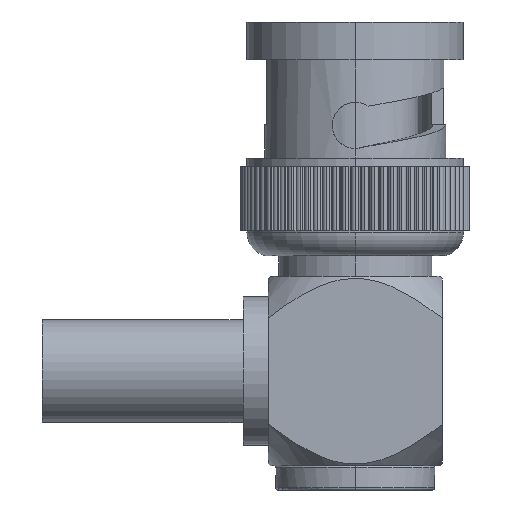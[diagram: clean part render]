
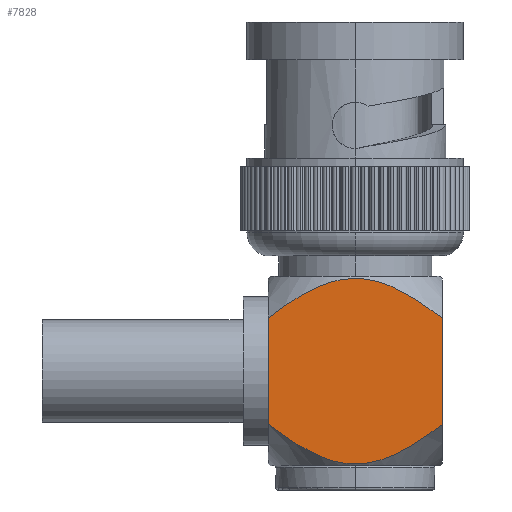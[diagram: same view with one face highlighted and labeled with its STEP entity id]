
A CAD part, left-side view. The second image highlights one B-rep face of the part: STEP entity #7828.
In plain terms, the highlighted planar face has unit normal (-1, 0, 0).
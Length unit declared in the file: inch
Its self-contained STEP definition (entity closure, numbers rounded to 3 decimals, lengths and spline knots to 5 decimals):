
#2917 = EDGE_CURVE ( 'NONE', #2940, #8967, #4513, .T. ) ;
#2940 = VERTEX_POINT ( 'NONE', #4532 ) ;
#4500 = CARTESIAN_POINT ( 'NONE',  ( -0.21654, 0., -0.63869 ) ) ;
#4501 = CARTESIAN_POINT ( 'NONE',  ( -0.21654, -0.02033, -0.63869 ) ) ;
#4502 = CARTESIAN_POINT ( 'NONE',  ( -0.21654, -0.04022, -0.64188 ) ) ;
#4503 = CARTESIAN_POINT ( 'NONE',  ( -0.21654, -0.07931, -0.65335 ) ) ;
#4504 = CARTESIAN_POINT ( 'NONE',  ( -0.21654, -0.09788, -0.66137 ) ) ;
#4505 = CARTESIAN_POINT ( 'NONE',  ( -0.21654, -0.13362, -0.67995 ) ) ;
#4506 = CARTESIAN_POINT ( 'NONE',  ( -0.21654, -0.15089, -0.69057 ) ) ;
#4507 = CARTESIAN_POINT ( 'NONE',  ( -0.21654, -0.18444, -0.71323 ) ) ;
#4508 = CARTESIAN_POINT ( 'NONE',  ( -0.21654, -0.20066, -0.72521 ) ) ;
#4509 = CARTESIAN_POINT ( 'NONE',  ( -0.21654, -0.21654, -0.73759 ) ) ;
#4513 = B_SPLINE_CURVE_WITH_KNOTS ( 'NONE', 3,
 ( #4509, #4508, #4507, #4506, #4505, #4504, #4503, #4502, #4501, #4500 ),
 .UNSPECIFIED., .F., .F.,
 ( 4, 2, 2, 2, 4 ),
 ( 0.00645, 0.00799, 0.00952, 0.01105, 0.01258 ),
 .UNSPECIFIED. ) ;
#4532 = CARTESIAN_POINT ( 'NONE',  ( -0.21654, -0.21654, -0.73759 ) ) ;
#5598 = CARTESIAN_POINT ( 'NONE',  ( -0.21654, -0.02033, -1.10094 ) ) ;
#5599 = CARTESIAN_POINT ( 'NONE',  ( -0.21654, 0., -1.10094 ) ) ;
#5606 = CARTESIAN_POINT ( 'NONE',  ( -0.21654, -0.21654, -1.00204 ) ) ;
#5607 = B_SPLINE_CURVE_WITH_KNOTS ( 'NONE', 3,
 ( #5599, #5598, #5659, #5658, #5657, #5656, #5655, #5654, #5653, #5652 ),
 .UNSPECIFIED., .F., .F.,
 ( 4, 2, 2, 2, 4 ),
 ( 0.02356, 0.02509, 0.02662, 0.02814, 0.02967 ),
 .UNSPECIFIED. ) ;
#5652 = CARTESIAN_POINT ( 'NONE',  ( -0.21654, -0.21654, -1.00204 ) ) ;
#5653 = CARTESIAN_POINT ( 'NONE',  ( -0.21654, -0.20066, -1.01442 ) ) ;
#5654 = CARTESIAN_POINT ( 'NONE',  ( -0.21654, -0.18444, -1.0264 ) ) ;
#5655 = CARTESIAN_POINT ( 'NONE',  ( -0.21654, -0.15089, -1.04906 ) ) ;
#5656 = CARTESIAN_POINT ( 'NONE',  ( -0.21654, -0.13362, -1.05968 ) ) ;
#5657 = CARTESIAN_POINT ( 'NONE',  ( -0.21654, -0.09788, -1.07826 ) ) ;
#5658 = CARTESIAN_POINT ( 'NONE',  ( -0.21654, -0.07931, -1.08628 ) ) ;
#5659 = CARTESIAN_POINT ( 'NONE',  ( -0.21654, -0.04022, -1.09775 ) ) ;
#5736 = DIRECTION ( 'NONE',  ( 0., 0., 1. ) ) ;
#5737 = VECTOR ( 'NONE', #5736, 39.37008 ) ;
#5738 = CARTESIAN_POINT ( 'NONE',  ( -0.21654, -0.21654, -1.10581 ) ) ;
#5739 = LINE ( 'NONE', #5738, #5737 ) ;
#5857 = DIRECTION ( 'NONE',  ( 0., 0., -1. ) ) ;
#5858 = DIRECTION ( 'NONE',  ( 1., 0., 0. ) ) ;
#5859 = CARTESIAN_POINT ( 'NONE',  ( -0.21654, 0.21654, -1.10581 ) ) ;
#5860 = AXIS2_PLACEMENT_3D ( 'NONE', #5859, #5858, #5857 ) ;
#5861 = PLANE ( 'NONE',  #5860 ) ;
#5863 = FACE_OUTER_BOUND ( 'NONE', #7738, .T. ) ;
#7738 = EDGE_LOOP ( 'NONE', ( #7775, #7770, #7768, #7787, #7784, #7782 ) ) ;
#7739 = EDGE_CURVE ( 'NONE', #8948, #7743, #5607, .T. ) ;
#7743 = VERTEX_POINT ( 'NONE', #5606 ) ;
#7768 = ORIENTED_EDGE ( 'NONE', *, *, #8980, .T. ) ;
#7770 = ORIENTED_EDGE ( 'NONE', *, *, #2917, .T. ) ;
#7772 = EDGE_CURVE ( 'NONE', #7743, #2940, #5739, .T. ) ;
#7775 = ORIENTED_EDGE ( 'NONE', *, *, #7772, .T. ) ;
#7782 = ORIENTED_EDGE ( 'NONE', *, *, #7739, .T. ) ;
#7784 = ORIENTED_EDGE ( 'NONE', *, *, #8900, .T. ) ;
#7787 = ORIENTED_EDGE ( 'NONE', *, *, #9602, .F. ) ;
#7828 = ADVANCED_FACE ( 'NONE', ( #5863 ), #5861, .F. ) ;
#8900 = EDGE_CURVE ( 'NONE', #8936, #8948, #10182, .T. ) ;
#8936 = VERTEX_POINT ( 'NONE', #10236 ) ;
#8948 = VERTEX_POINT ( 'NONE', #10328 ) ;
#8967 = VERTEX_POINT ( 'NONE', #10407 ) ;
#8980 = EDGE_CURVE ( 'NONE', #8967, #8981, #10392, .T. ) ;
#8981 = VERTEX_POINT ( 'NONE', #10391 ) ;
#9602 = EDGE_CURVE ( 'NONE', #8936, #8981, #13307, .T. ) ;
#10148 = CARTESIAN_POINT ( 'NONE',  ( -0.21654, 0., -1.10094 ) ) ;
#10149 = CARTESIAN_POINT ( 'NONE',  ( -0.21654, 0.01019, -1.10094 ) ) ;
#10150 = CARTESIAN_POINT ( 'NONE',  ( -0.21654, 0.02042, -1.10013 ) ) ;
#10151 = CARTESIAN_POINT ( 'NONE',  ( -0.21654, 0.04042, -1.09706 ) ) ;
#10152 = CARTESIAN_POINT ( 'NONE',  ( -0.21654, 0.05027, -1.09481 ) ) ;
#10153 = CARTESIAN_POINT ( 'NONE',  ( -0.21654, 0.06972, -1.08908 ) ) ;
#10154 = CARTESIAN_POINT ( 'NONE',  ( -0.21654, 0.07936, -1.08559 ) ) ;
#10155 = CARTESIAN_POINT ( 'NONE',  ( -0.21654, 0.09808, -1.07776 ) ) ;
#10156 = CARTESIAN_POINT ( 'NONE',  ( -0.21654, 0.10718, -1.07343 ) ) ;
#10157 = CARTESIAN_POINT ( 'NONE',  ( -0.21654, 0.13394, -1.05949 ) ) ;
#10158 = CARTESIAN_POINT ( 'NONE',  ( -0.21654, 0.15103, -1.04896 ) ) ;
#10159 = CARTESIAN_POINT ( 'NONE',  ( -0.21654, 0.18436, -1.02646 ) ) ;
#10160 = CARTESIAN_POINT ( 'NONE',  ( -0.21654, 0.2006, -1.01447 ) ) ;
#10161 = CARTESIAN_POINT ( 'NONE',  ( -0.21654, 0.21654, -1.00204 ) ) ;
#10182 = B_SPLINE_CURVE_WITH_KNOTS ( 'NONE', 3,
 ( #10161, #10160, #10159, #10158, #10157, #10156, #10155, #10154, #10153, #10152, #10151, #10150, #10149, #10148 ),
 .UNSPECIFIED., .F., .F.,
 ( 4, 2, 2, 2, 2, 2, 4 ),
 ( 0.01744, 0.01897, 0.0205, 0.02126, 0.02203, 0.02279, 0.02356 ),
 .UNSPECIFIED. ) ;
#10236 = CARTESIAN_POINT ( 'NONE',  ( -0.21654, 0.21654, -1.00204 ) ) ;
#10328 = CARTESIAN_POINT ( 'NONE',  ( -0.21654, 0., -1.10094 ) ) ;
#10390 = CARTESIAN_POINT ( 'NONE',  ( -0.21654, 0., -0.63869 ) ) ;
#10391 = CARTESIAN_POINT ( 'NONE',  ( -0.21654, 0.21654, -0.73759 ) ) ;
#10392 = B_SPLINE_CURVE_WITH_KNOTS ( 'NONE', 3,
 ( #10390, #10455, #10454, #10453, #10452, #10451, #10450, #10449, #10448, #10447, #10446, #10445, #10444, #10443 ),
 .UNSPECIFIED., .F., .F.,
 ( 4, 2, 2, 2, 2, 2, 4 ),
 ( 0.01258, 0.01335, 0.01412, 0.01489, 0.01565, 0.01719, 0.01872 ),
 .UNSPECIFIED. ) ;
#10407 = CARTESIAN_POINT ( 'NONE',  ( -0.21654, 0., -0.63869 ) ) ;
#10443 = CARTESIAN_POINT ( 'NONE',  ( -0.21654, 0.21654, -0.73759 ) ) ;
#10444 = CARTESIAN_POINT ( 'NONE',  ( -0.21654, 0.2006, -0.72516 ) ) ;
#10445 = CARTESIAN_POINT ( 'NONE',  ( -0.21654, 0.18436, -0.71317 ) ) ;
#10446 = CARTESIAN_POINT ( 'NONE',  ( -0.21654, 0.15103, -0.69067 ) ) ;
#10447 = CARTESIAN_POINT ( 'NONE',  ( -0.21654, 0.13394, -0.68014 ) ) ;
#10448 = CARTESIAN_POINT ( 'NONE',  ( -0.21654, 0.10718, -0.6662 ) ) ;
#10449 = CARTESIAN_POINT ( 'NONE',  ( -0.21654, 0.09808, -0.66187 ) ) ;
#10450 = CARTESIAN_POINT ( 'NONE',  ( -0.21654, 0.07936, -0.65404 ) ) ;
#10451 = CARTESIAN_POINT ( 'NONE',  ( -0.21654, 0.06972, -0.65055 ) ) ;
#10452 = CARTESIAN_POINT ( 'NONE',  ( -0.21654, 0.05027, -0.64482 ) ) ;
#10453 = CARTESIAN_POINT ( 'NONE',  ( -0.21654, 0.04042, -0.64257 ) ) ;
#10454 = CARTESIAN_POINT ( 'NONE',  ( -0.21654, 0.02042, -0.6395 ) ) ;
#10455 = CARTESIAN_POINT ( 'NONE',  ( -0.21654, 0.01019, -0.63869 ) ) ;
#13304 = DIRECTION ( 'NONE',  ( 0., 0., 1. ) ) ;
#13305 = VECTOR ( 'NONE', #13304, 39.37008 ) ;
#13306 = CARTESIAN_POINT ( 'NONE',  ( -0.21654, 0.21654, -1.10581 ) ) ;
#13307 = LINE ( 'NONE', #13306, #13305 ) ;
